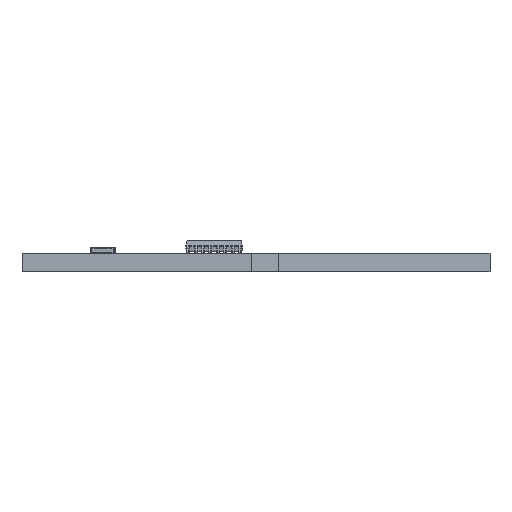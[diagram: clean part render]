
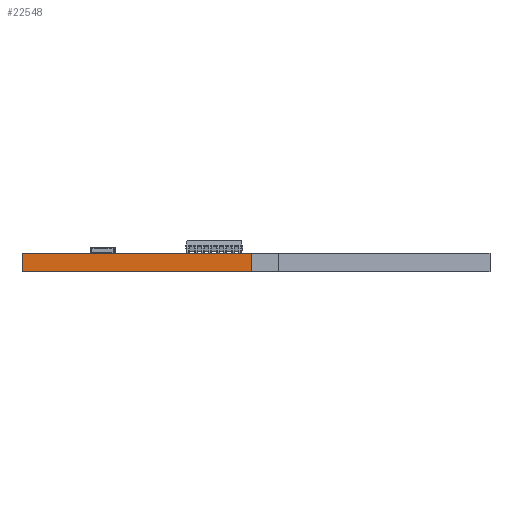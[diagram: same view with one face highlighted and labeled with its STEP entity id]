
A CAD part, left-side view. The second image highlights one B-rep face of the part: STEP entity #22548.
In plain terms, the highlighted planar face has unit normal (-1, 0, 0).
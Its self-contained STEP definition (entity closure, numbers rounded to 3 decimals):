
#21105 = PLANE('',#21106);
#21106 = AXIS2_PLACEMENT_3D('',#21107,#21108,#21109);
#21107 = CARTESIAN_POINT('',(44.965,45.631,1.6));
#21108 = DIRECTION('',(0.,0.,-1.));
#21109 = DIRECTION('',(-1.,0.,0.));
#21159 = PLANE('',#21160);
#21160 = AXIS2_PLACEMENT_3D('',#21161,#21162,#21163);
#21161 = CARTESIAN_POINT('',(44.965,45.631,0.));
#21162 = DIRECTION('',(0.,0.,-1.));
#21163 = DIRECTION('',(-1.,0.,0.));
#21192 = PLANE('',#21193);
#21193 = AXIS2_PLACEMENT_3D('',#21194,#21195,#21196);
#21194 = CARTESIAN_POINT('',(3.72,62.08,0.));
#21195 = DIRECTION('',(0.,1.,0.));
#21196 = DIRECTION('',(1.,0.,0.));
#21492 = VERTEX_POINT('',#21493);
#21493 = CARTESIAN_POINT('',(3.72,41.95,0.));
#21507 = PLANE('',#21508);
#21508 = AXIS2_PLACEMENT_3D('',#21509,#21510,#21511);
#21509 = CARTESIAN_POINT('',(6.13,39.54,0.));
#21510 = DIRECTION('',(-0.707,-0.707,0.));
#21511 = DIRECTION('',(-0.707,0.707,0.));
#21519 = EDGE_CURVE('',#21492,#21520,#21522,.T.);
#21520 = VERTEX_POINT('',#21521);
#21521 = CARTESIAN_POINT('',(3.72,62.08,0.));
#21522 = SURFACE_CURVE('',#21523,(#21527,#21534),.PCURVE_S1.);
#21523 = LINE('',#21524,#21525);
#21524 = CARTESIAN_POINT('',(3.72,41.95,0.));
#21525 = VECTOR('',#21526,1.);
#21526 = DIRECTION('',(0.,1.,0.));
#21527 = PCURVE('',#21159,#21528);
#21528 = DEFINITIONAL_REPRESENTATION('',(#21529),#21533);
#21529 = LINE('',#21530,#21531);
#21530 = CARTESIAN_POINT('',(41.245,-3.681));
#21531 = VECTOR('',#21532,1.);
#21532 = DIRECTION('',(0.,1.));
#21533 = ( GEOMETRIC_REPRESENTATION_CONTEXT(2) 
PARAMETRIC_REPRESENTATION_CONTEXT() REPRESENTATION_CONTEXT('2D SPACE',''
  ) );
#21534 = PCURVE('',#21535,#21540);
#21535 = PLANE('',#21536);
#21536 = AXIS2_PLACEMENT_3D('',#21537,#21538,#21539);
#21537 = CARTESIAN_POINT('',(3.72,41.95,0.));
#21538 = DIRECTION('',(-1.,0.,0.));
#21539 = DIRECTION('',(0.,1.,0.));
#21540 = DEFINITIONAL_REPRESENTATION('',(#21541),#21545);
#21541 = LINE('',#21542,#21543);
#21542 = CARTESIAN_POINT('',(0.,0.));
#21543 = VECTOR('',#21544,1.);
#21544 = DIRECTION('',(1.,0.));
#21545 = ( GEOMETRIC_REPRESENTATION_CONTEXT(2) 
PARAMETRIC_REPRESENTATION_CONTEXT() REPRESENTATION_CONTEXT('2D SPACE',''
  ) );
#22098 = VERTEX_POINT('',#22099);
#22099 = CARTESIAN_POINT('',(3.72,41.95,1.6));
#22120 = EDGE_CURVE('',#22098,#22121,#22123,.T.);
#22121 = VERTEX_POINT('',#22122);
#22122 = CARTESIAN_POINT('',(3.72,62.08,1.6));
#22123 = SURFACE_CURVE('',#22124,(#22128,#22135),.PCURVE_S1.);
#22124 = LINE('',#22125,#22126);
#22125 = CARTESIAN_POINT('',(3.72,41.95,1.6));
#22126 = VECTOR('',#22127,1.);
#22127 = DIRECTION('',(0.,1.,0.));
#22128 = PCURVE('',#21105,#22129);
#22129 = DEFINITIONAL_REPRESENTATION('',(#22130),#22134);
#22130 = LINE('',#22131,#22132);
#22131 = CARTESIAN_POINT('',(41.245,-3.681));
#22132 = VECTOR('',#22133,1.);
#22133 = DIRECTION('',(0.,1.));
#22134 = ( GEOMETRIC_REPRESENTATION_CONTEXT(2) 
PARAMETRIC_REPRESENTATION_CONTEXT() REPRESENTATION_CONTEXT('2D SPACE',''
  ) );
#22135 = PCURVE('',#21535,#22136);
#22136 = DEFINITIONAL_REPRESENTATION('',(#22137),#22141);
#22137 = LINE('',#22138,#22139);
#22138 = CARTESIAN_POINT('',(0.,-1.6));
#22139 = VECTOR('',#22140,1.);
#22140 = DIRECTION('',(1.,0.));
#22141 = ( GEOMETRIC_REPRESENTATION_CONTEXT(2) 
PARAMETRIC_REPRESENTATION_CONTEXT() REPRESENTATION_CONTEXT('2D SPACE',''
  ) );
#22498 = EDGE_CURVE('',#21520,#22121,#22499,.T.);
#22499 = SURFACE_CURVE('',#22500,(#22504,#22511),.PCURVE_S1.);
#22500 = LINE('',#22501,#22502);
#22501 = CARTESIAN_POINT('',(3.72,62.08,0.));
#22502 = VECTOR('',#22503,1.);
#22503 = DIRECTION('',(0.,0.,1.));
#22504 = PCURVE('',#21192,#22505);
#22505 = DEFINITIONAL_REPRESENTATION('',(#22506),#22510);
#22506 = LINE('',#22507,#22508);
#22507 = CARTESIAN_POINT('',(0.,0.));
#22508 = VECTOR('',#22509,1.);
#22509 = DIRECTION('',(0.,-1.));
#22510 = ( GEOMETRIC_REPRESENTATION_CONTEXT(2) 
PARAMETRIC_REPRESENTATION_CONTEXT() REPRESENTATION_CONTEXT('2D SPACE',''
  ) );
#22511 = PCURVE('',#21535,#22512);
#22512 = DEFINITIONAL_REPRESENTATION('',(#22513),#22517);
#22513 = LINE('',#22514,#22515);
#22514 = CARTESIAN_POINT('',(20.13,0.));
#22515 = VECTOR('',#22516,1.);
#22516 = DIRECTION('',(0.,-1.));
#22517 = ( GEOMETRIC_REPRESENTATION_CONTEXT(2) 
PARAMETRIC_REPRESENTATION_CONTEXT() REPRESENTATION_CONTEXT('2D SPACE',''
  ) );
#22548 = ADVANCED_FACE('',(#22549),#21535,.T.);
#22549 = FACE_BOUND('',#22550,.T.);
#22550 = EDGE_LOOP('',(#22551,#22572,#22573,#22574));
#22551 = ORIENTED_EDGE('',*,*,#22552,.T.);
#22552 = EDGE_CURVE('',#21492,#22098,#22553,.T.);
#22553 = SURFACE_CURVE('',#22554,(#22558,#22565),.PCURVE_S1.);
#22554 = LINE('',#22555,#22556);
#22555 = CARTESIAN_POINT('',(3.72,41.95,0.));
#22556 = VECTOR('',#22557,1.);
#22557 = DIRECTION('',(0.,0.,1.));
#22558 = PCURVE('',#21535,#22559);
#22559 = DEFINITIONAL_REPRESENTATION('',(#22560),#22564);
#22560 = LINE('',#22561,#22562);
#22561 = CARTESIAN_POINT('',(0.,0.));
#22562 = VECTOR('',#22563,1.);
#22563 = DIRECTION('',(0.,-1.));
#22564 = ( GEOMETRIC_REPRESENTATION_CONTEXT(2) 
PARAMETRIC_REPRESENTATION_CONTEXT() REPRESENTATION_CONTEXT('2D SPACE',''
  ) );
#22565 = PCURVE('',#21507,#22566);
#22566 = DEFINITIONAL_REPRESENTATION('',(#22567),#22571);
#22567 = LINE('',#22568,#22569);
#22568 = CARTESIAN_POINT('',(3.408,0.));
#22569 = VECTOR('',#22570,1.);
#22570 = DIRECTION('',(0.,-1.));
#22571 = ( GEOMETRIC_REPRESENTATION_CONTEXT(2) 
PARAMETRIC_REPRESENTATION_CONTEXT() REPRESENTATION_CONTEXT('2D SPACE',''
  ) );
#22572 = ORIENTED_EDGE('',*,*,#22120,.T.);
#22573 = ORIENTED_EDGE('',*,*,#22498,.F.);
#22574 = ORIENTED_EDGE('',*,*,#21519,.F.);
